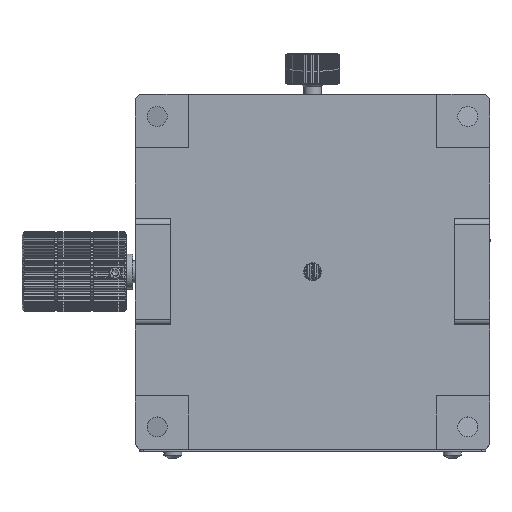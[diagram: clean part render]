
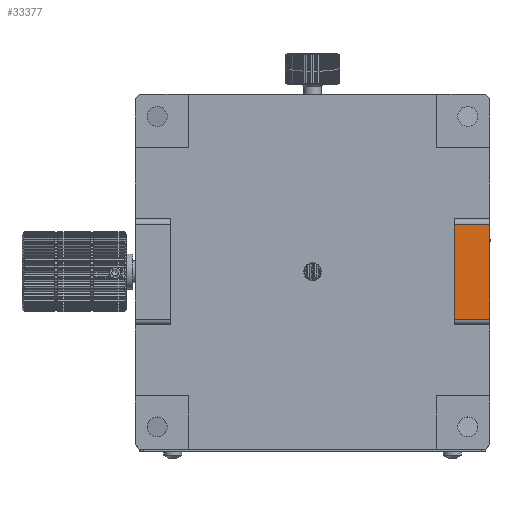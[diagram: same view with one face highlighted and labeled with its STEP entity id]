
A CAD part, top view. The second image highlights one B-rep face of the part: STEP entity #33377.
In plain terms, the highlighted planar face has unit normal (0, 0, 1).
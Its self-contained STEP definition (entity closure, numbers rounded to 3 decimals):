
#4516 = EDGE_CURVE ( 'NONE', #60452, #87327, #83202, .T. ) ;
#5193 = LINE ( 'NONE', #47258, #80003 ) ;
#6628 = CARTESIAN_POINT ( 'NONE',  ( 40., 11.9, 129.2 ) ) ;
#8312 = VECTOR ( 'NONE', #98506, 1000. ) ;
#17093 = EDGE_LOOP ( 'NONE', ( #101619, #54732, #100533, #64853 ) ) ;
#25368 = LINE ( 'NONE', #89585, #43665 ) ;
#30419 = DIRECTION ( 'NONE',  ( 1., 0., 0. ) ) ;
#30586 = CARTESIAN_POINT ( 'NONE',  ( 32., 10.7, 129.2 ) ) ;
#33377 = ADVANCED_FACE ( 'NONE', ( #78729 ), #39762, .F. ) ;
#34167 = VERTEX_POINT ( 'NONE', #75387 ) ;
#34189 = VERTEX_POINT ( 'NONE', #30586 ) ;
#38733 = DIRECTION ( 'NONE',  ( 0., 1., 0. ) ) ;
#39762 = PLANE ( 'NONE',  #83043 ) ;
#41903 = CARTESIAN_POINT ( 'NONE',  ( 40., 11.9, 129.2 ) ) ;
#43665 = VECTOR ( 'NONE', #48535, 1000. ) ;
#47258 = CARTESIAN_POINT ( 'NONE',  ( 40., 10.7, 129.2 ) ) ;
#48535 = DIRECTION ( 'NONE',  ( 0., 1., 0. ) ) ;
#53678 = CARTESIAN_POINT ( 'NONE',  ( 32., -10.7, 129.2 ) ) ;
#54732 = ORIENTED_EDGE ( 'NONE', *, *, #95297, .T. ) ;
#55561 = VECTOR ( 'NONE', #97740, 1000. ) ;
#55563 = DIRECTION ( 'NONE',  ( 0., 0., -1. ) ) ;
#60452 = VERTEX_POINT ( 'NONE', #103801 ) ;
#64853 = ORIENTED_EDGE ( 'NONE', *, *, #96295, .F. ) ;
#74556 = LINE ( 'NONE', #41903, #55561 ) ;
#75312 = CARTESIAN_POINT ( 'NONE',  ( 40., -10.7, 129.2 ) ) ;
#75387 = CARTESIAN_POINT ( 'NONE',  ( 40., 10.7, 129.2 ) ) ;
#78729 = FACE_OUTER_BOUND ( 'NONE', #17093, .T. ) ;
#80003 = VECTOR ( 'NONE', #30419, 1000. ) ;
#83043 = AXIS2_PLACEMENT_3D ( 'NONE', #6628, #55563, #38733 ) ;
#83202 = LINE ( 'NONE', #75312, #8312 ) ;
#86714 = EDGE_CURVE ( 'NONE', #34189, #34167, #5193, .T. ) ;
#87327 = VERTEX_POINT ( 'NONE', #53678 ) ;
#89585 = CARTESIAN_POINT ( 'NONE',  ( 32., 11.9, 129.2 ) ) ;
#95297 = EDGE_CURVE ( 'NONE', #60452, #34167, #74556, .T. ) ;
#96295 = EDGE_CURVE ( 'NONE', #87327, #34189, #25368, .T. ) ;
#97740 = DIRECTION ( 'NONE',  ( 0., 1., 0. ) ) ;
#98506 = DIRECTION ( 'NONE',  ( -1., 0., 0. ) ) ;
#100533 = ORIENTED_EDGE ( 'NONE', *, *, #86714, .F. ) ;
#101619 = ORIENTED_EDGE ( 'NONE', *, *, #4516, .F. ) ;
#103801 = CARTESIAN_POINT ( 'NONE',  ( 40., -10.7, 129.2 ) ) ;
